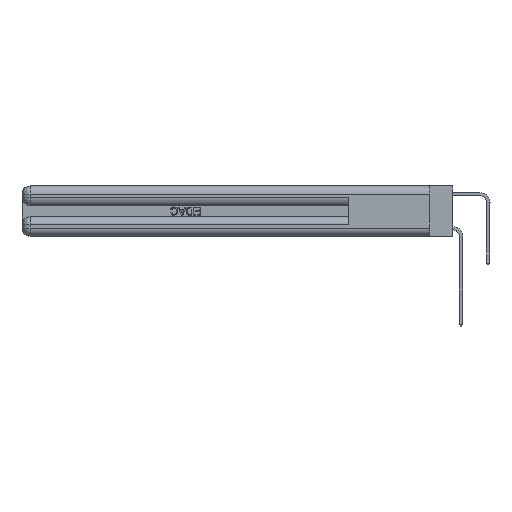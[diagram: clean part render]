
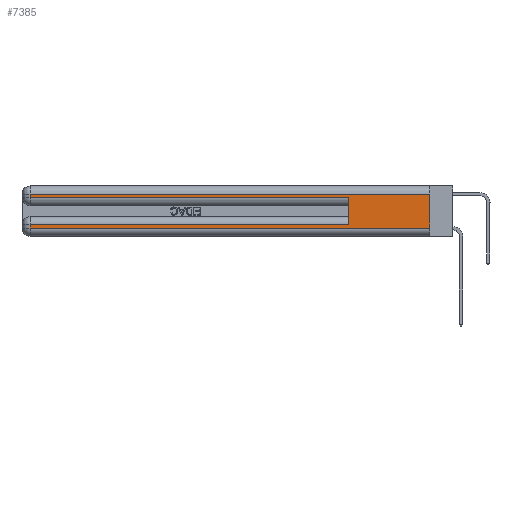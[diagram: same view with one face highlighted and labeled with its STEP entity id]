
A CAD part, left-side view. The second image highlights one B-rep face of the part: STEP entity #7385.
In plain terms, the highlighted planar face has unit normal (-1, 0, 0).
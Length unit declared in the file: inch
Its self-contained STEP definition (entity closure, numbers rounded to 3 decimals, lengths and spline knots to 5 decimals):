
#205 = VECTOR ( 'NONE', #19104, 39.37008 ) ;
#283 = VERTEX_POINT ( 'NONE', #28460 ) ;
#712 = VERTEX_POINT ( 'NONE', #27678 ) ;
#6084 = VERTEX_POINT ( 'NONE', #7921 ) ;
#6693 = EDGE_CURVE ( 'NONE', #10469, #6084, #29430, .T. ) ;
#7039 = DIRECTION ( 'NONE',  ( 0., 0., -1. ) ) ;
#7045 = ORIENTED_EDGE ( 'NONE', *, *, #11862, .T. ) ;
#7385 = ADVANCED_FACE ( 'NONE', ( #35769 ), #30320, .F. ) ;
#7867 = LINE ( 'NONE', #22445, #36964 ) ;
#7921 = CARTESIAN_POINT ( 'NONE',  ( 0., 0.6, 0.285 ) ) ;
#8441 = EDGE_CURVE ( 'NONE', #283, #21807, #23394, .T. ) ;
#9956 = DIRECTION ( 'NONE',  ( 1., 0., 0. ) ) ;
#10234 = CARTESIAN_POINT ( 'NONE',  ( 0., 0., 0.37 ) ) ;
#10413 = VECTOR ( 'NONE', #7039, 39.37008 ) ;
#10469 = VERTEX_POINT ( 'NONE', #20208 ) ;
#10750 = EDGE_CURVE ( 'NONE', #21807, #12465, #7867, .T. ) ;
#11016 = DIRECTION ( 'NONE',  ( 0., -1., 0. ) ) ;
#11862 = EDGE_CURVE ( 'NONE', #34137, #10469, #36390, .T. ) ;
#11909 = DIRECTION ( 'NONE',  ( 0., 0., -1. ) ) ;
#12152 = DIRECTION ( 'NONE',  ( 0., 0., -1. ) ) ;
#12442 = VECTOR ( 'NONE', #30289, 39.37008 ) ;
#12465 = VERTEX_POINT ( 'NONE', #36977 ) ;
#13211 = VECTOR ( 'NONE', #12152, 39.37008 ) ;
#13407 = VECTOR ( 'NONE', #28624, 39.37008 ) ;
#13588 = VERTEX_POINT ( 'NONE', #24694 ) ;
#13892 = CARTESIAN_POINT ( 'NONE',  ( 0., 0., 0.31 ) ) ;
#14161 = CARTESIAN_POINT ( 'NONE',  ( 0., 0.6, 0.145 ) ) ;
#14188 = DIRECTION ( 'NONE',  ( 0., -1., 0. ) ) ;
#14452 = VECTOR ( 'NONE', #20006, 39.37008 ) ;
#16838 = CARTESIAN_POINT ( 'NONE',  ( 0., 2.94, 0.37 ) ) ;
#16991 = CARTESIAN_POINT ( 'NONE',  ( 0., 0., 0.285 ) ) ;
#17187 = VECTOR ( 'NONE', #11016, 39.37008 ) ;
#19104 = DIRECTION ( 'NONE',  ( 0., 0., -1. ) ) ;
#19338 = ORIENTED_EDGE ( 'NONE', *, *, #6693, .T. ) ;
#19810 = CARTESIAN_POINT ( 'NONE',  ( 0., 2.94, 0.06 ) ) ;
#20006 = DIRECTION ( 'NONE',  ( 0., 0., 1. ) ) ;
#20208 = CARTESIAN_POINT ( 'NONE',  ( 0., 2.94, 0.285 ) ) ;
#20769 = CARTESIAN_POINT ( 'NONE',  ( 0., 2.94, 0.37 ) ) ;
#21649 = CARTESIAN_POINT ( 'NONE',  ( 0., 0., 0.085 ) ) ;
#21807 = VERTEX_POINT ( 'NONE', #19810 ) ;
#21969 = ORIENTED_EDGE ( 'NONE', *, *, #10750, .T. ) ;
#22445 = CARTESIAN_POINT ( 'NONE',  ( 0., 0., 0.06 ) ) ;
#23394 = LINE ( 'NONE', #16838, #205 ) ;
#23507 = ORIENTED_EDGE ( 'NONE', *, *, #8441, .T. ) ;
#24694 = CARTESIAN_POINT ( 'NONE',  ( 0., 0.6, 0.085 ) ) ;
#25672 = EDGE_CURVE ( 'NONE', #712, #12465, #26794, .T. ) ;
#26794 = LINE ( 'NONE', #33089, #10413 ) ;
#26980 = ORIENTED_EDGE ( 'NONE', *, *, #33517, .F. ) ;
#27110 = ORIENTED_EDGE ( 'NONE', *, *, #31721, .T. ) ;
#27678 = CARTESIAN_POINT ( 'NONE',  ( 0., 0., 0.31 ) ) ;
#28460 = CARTESIAN_POINT ( 'NONE',  ( 0., 2.94, 0.085 ) ) ;
#28624 = DIRECTION ( 'NONE',  ( 0., 1., 0. ) ) ;
#29430 = LINE ( 'NONE', #16991, #17187 ) ;
#30289 = DIRECTION ( 'NONE',  ( 0., 1., 0. ) ) ;
#30320 = PLANE ( 'NONE',  #36790 ) ;
#31721 = EDGE_CURVE ( 'NONE', #712, #34137, #36589, .T. ) ;
#31937 = ORIENTED_EDGE ( 'NONE', *, *, #35725, .T. ) ;
#33089 = CARTESIAN_POINT ( 'NONE',  ( 0., 0., 0.37 ) ) ;
#33517 = EDGE_CURVE ( 'NONE', #13588, #6084, #34884, .T. ) ;
#34137 = VERTEX_POINT ( 'NONE', #37259 ) ;
#34559 = ORIENTED_EDGE ( 'NONE', *, *, #25672, .F. ) ;
#34884 = LINE ( 'NONE', #14161, #14452 ) ;
#35725 = EDGE_CURVE ( 'NONE', #13588, #283, #36549, .T. ) ;
#35769 = FACE_OUTER_BOUND ( 'NONE', #37104, .T. ) ;
#36390 = LINE ( 'NONE', #20769, #13211 ) ;
#36549 = LINE ( 'NONE', #21649, #12442 ) ;
#36589 = LINE ( 'NONE', #13892, #13407 ) ;
#36790 = AXIS2_PLACEMENT_3D ( 'NONE', #10234, #9956, #11909 ) ;
#36964 = VECTOR ( 'NONE', #14188, 39.37008 ) ;
#36977 = CARTESIAN_POINT ( 'NONE',  ( 0., 0., 0.06 ) ) ;
#37104 = EDGE_LOOP ( 'NONE', ( #34559, #27110, #7045, #19338, #26980, #31937, #23507, #21969 ) ) ;
#37259 = CARTESIAN_POINT ( 'NONE',  ( 0., 2.94, 0.31 ) ) ;
